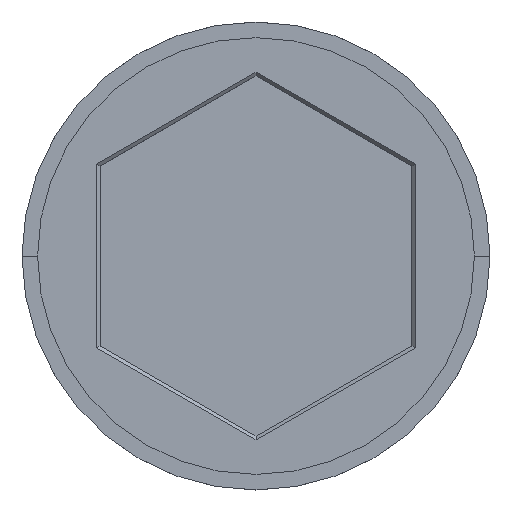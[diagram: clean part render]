
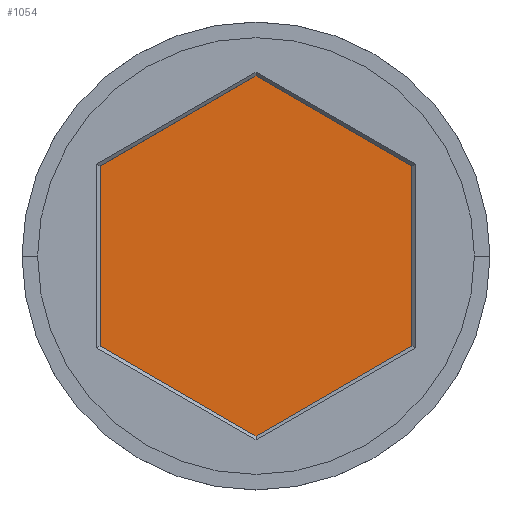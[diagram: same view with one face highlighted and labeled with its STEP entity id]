
A CAD part, top view. The second image highlights one B-rep face of the part: STEP entity #1054.
In plain terms, the highlighted planar face has unit normal (0, 0, 1).
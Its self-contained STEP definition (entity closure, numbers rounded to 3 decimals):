
#3 = DIRECTION ( 'NONE',  ( 0., -1., 0. ) ) ;
#13 = DIRECTION ( 'NONE',  ( 0.866, 0.5, 0. ) ) ;
#30 = DIRECTION ( 'NONE',  ( 1., 0., 0. ) ) ;
#49 = VECTOR ( 'NONE', #3, 1000. ) ;
#113 = ORIENTED_EDGE ( 'NONE', *, *, #345, .T. ) ;
#167 = LINE ( 'NONE', #654, #1200 ) ;
#186 = VECTOR ( 'NONE', #818, 1000. ) ;
#197 = LINE ( 'NONE', #417, #1225 ) ;
#232 = VECTOR ( 'NONE', #638, 1000. ) ;
#271 = VERTEX_POINT ( 'NONE', #1330 ) ;
#312 = LINE ( 'NONE', #1294, #186 ) ;
#345 = EDGE_CURVE ( 'NONE', #1296, #1284, #1019, .T. ) ;
#348 = ORIENTED_EDGE ( 'NONE', *, *, #658, .T. ) ;
#379 = EDGE_LOOP ( 'NONE', ( #113, #1060, #348, #789, #857, #882 ) ) ;
#402 = PLANE ( 'NONE',  #698 ) ;
#417 = CARTESIAN_POINT ( 'NONE',  ( -2.5, 4.33, -2. ) ) ;
#472 = CARTESIAN_POINT ( 'NONE',  ( 0., 5.774, -2. ) ) ;
#509 = CARTESIAN_POINT ( 'NONE',  ( 0., 0., -2. ) ) ;
#514 = CARTESIAN_POINT ( 'NONE',  ( 2.5, 4.33, -2. ) ) ;
#538 = CARTESIAN_POINT ( 'NONE',  ( 5., -2.887, -2. ) ) ;
#584 = LINE ( 'NONE', #726, #1260 ) ;
#638 = DIRECTION ( 'NONE',  ( -0.866, 0.5, 0. ) ) ;
#654 = CARTESIAN_POINT ( 'NONE',  ( 2.5, -4.33, -2. ) ) ;
#658 = EDGE_CURVE ( 'NONE', #271, #932, #1262, .T. ) ;
#698 = AXIS2_PLACEMENT_3D ( 'NONE', #509, #1114, #30 ) ;
#700 = VERTEX_POINT ( 'NONE', #538 ) ;
#715 = CARTESIAN_POINT ( 'NONE',  ( -5., -2.887, -2. ) ) ;
#726 = CARTESIAN_POINT ( 'NONE',  ( -2.5, -4.33, -2. ) ) ;
#734 = EDGE_CURVE ( 'NONE', #1354, #700, #167, .T. ) ;
#789 = ORIENTED_EDGE ( 'NONE', *, *, #959, .T. ) ;
#818 = DIRECTION ( 'NONE',  ( 0., 1., 0. ) ) ;
#848 = EDGE_CURVE ( 'NONE', #1284, #271, #197, .T. ) ;
#857 = ORIENTED_EDGE ( 'NONE', *, *, #734, .T. ) ;
#882 = ORIENTED_EDGE ( 'NONE', *, *, #1593, .T. ) ;
#932 = VERTEX_POINT ( 'NONE', #715 ) ;
#959 = EDGE_CURVE ( 'NONE', #932, #1354, #584, .T. ) ;
#1019 = LINE ( 'NONE', #514, #232 ) ;
#1054 = ADVANCED_FACE ( 'NONE', ( #1261 ), #402, .T. ) ;
#1060 = ORIENTED_EDGE ( 'NONE', *, *, #848, .T. ) ;
#1114 = DIRECTION ( 'NONE',  ( 0., 0., 1. ) ) ;
#1115 = CARTESIAN_POINT ( 'NONE',  ( -5., 0., -2. ) ) ;
#1200 = VECTOR ( 'NONE', #13, 1000. ) ;
#1209 = DIRECTION ( 'NONE',  ( 0.866, -0.5, 0. ) ) ;
#1225 = VECTOR ( 'NONE', #1398, 1000. ) ;
#1260 = VECTOR ( 'NONE', #1209, 1000. ) ;
#1261 = FACE_OUTER_BOUND ( 'NONE', #379, .T. ) ;
#1262 = LINE ( 'NONE', #1115, #49 ) ;
#1284 = VERTEX_POINT ( 'NONE', #472 ) ;
#1294 = CARTESIAN_POINT ( 'NONE',  ( 5., 0., -2. ) ) ;
#1296 = VERTEX_POINT ( 'NONE', #1587 ) ;
#1330 = CARTESIAN_POINT ( 'NONE',  ( -5., 2.887, -2. ) ) ;
#1354 = VERTEX_POINT ( 'NONE', #1378 ) ;
#1378 = CARTESIAN_POINT ( 'NONE',  ( 0., -5.774, -2. ) ) ;
#1398 = DIRECTION ( 'NONE',  ( -0.866, -0.5, 0. ) ) ;
#1587 = CARTESIAN_POINT ( 'NONE',  ( 5., 2.887, -2. ) ) ;
#1593 = EDGE_CURVE ( 'NONE', #700, #1296, #312, .T. ) ;
